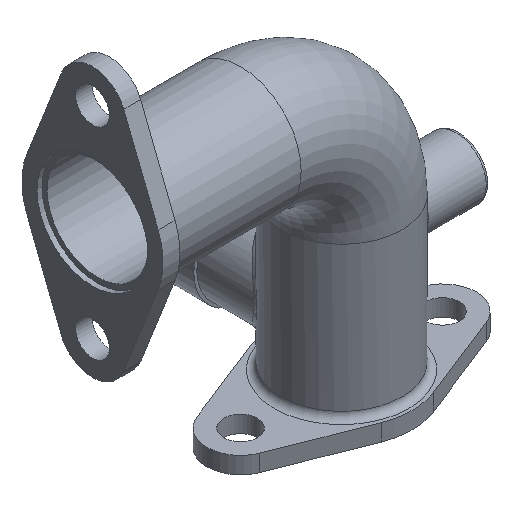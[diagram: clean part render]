
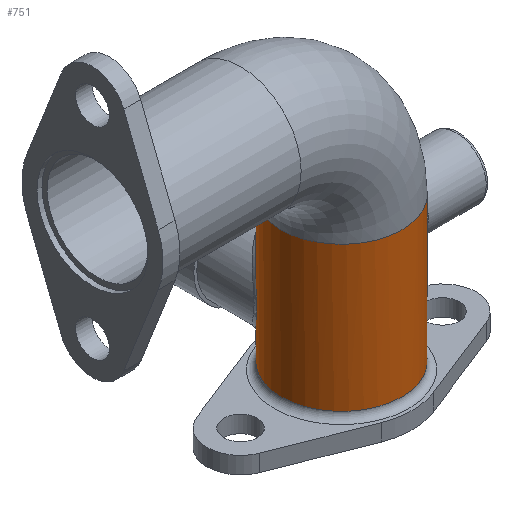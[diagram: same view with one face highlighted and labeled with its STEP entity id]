
A CAD part, isometric view. The second image highlights one B-rep face of the part: STEP entity #751.
In plain terms, the highlighted cylindrical face has radius 36 mm (diameter 72 mm), a full revolution.
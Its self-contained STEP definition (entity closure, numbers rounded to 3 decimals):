
#119=B_SPLINE_CURVE_WITH_KNOTS('',3,(#1353,#1354,#1355,#1356,#1357,#1358,
#1359,#1360,#1361),.UNSPECIFIED.,.F.,.F.,(4,1,1,1,1,1,4),(-17.98,
-17.338,-16.696,-15.411,-14.555,
-13.699,-13.485),.UNSPECIFIED.);
#120=B_SPLINE_CURVE_WITH_KNOTS('',3,(#1362,#1363,#1364,#1365,#1366,#1367,
#1368,#1369,#1370,#1371,#1372,#1373,#1374,#1375,#1376,#1377,#1378,#1379,
#1380,#1381,#1382,#1383,#1384,#1385),.UNSPECIFIED.,.F.,.F.,(4,1,1,1,1,1,
1,1,1,1,1,1,1,1,1,1,1,1,3,4),(-31.465,-30.823,-29.966,
-29.11,-28.254,-27.398,-26.97,
-26.542,-25.685,-24.829,-23.973,
-23.117,-22.475,-21.833,-21.191,
-20.548,-19.264,-18.622,-17.98,
-17.98),.UNSPECIFIED.);
#121=B_SPLINE_CURVE_WITH_KNOTS('',3,(#1390,#1391,#1392,#1393,#1394,#1395,
#1396,#1397),.UNSPECIFIED.,.F.,.F.,(4,1,1,1,1,4),(-13.091,-12.578,
-12.407,-11.723,-11.267,-11.07),
 .UNSPECIFIED.);
#122=B_SPLINE_CURVE_WITH_KNOTS('',3,(#1400,#1401,#1402,#1403,#1404,#1405,
#1406,#1407,#1408,#1409,#1410,#1411,#1412,#1413,#1414,#1415,#1416,#1417),
 .UNSPECIFIED.,.F.,.F.,(4,1,1,1,1,1,1,1,1,1,1,1,1,1,1,4),(-11.07,
-10.811,-10.355,-9.671,-8.987,
-8.873,-8.759,-8.531,-8.075,
-7.619,-6.707,-6.251,-5.567,
-4.883,-4.198,-3.514),.UNSPECIFIED.);
#127=CYLINDRICAL_SURFACE('',#808,36.);
#154=FACE_BOUND('',#251,.T.);
#202=FACE_OUTER_BOUND('',#250,.T.);
#250=EDGE_LOOP('',(#567,#568,#569));
#251=EDGE_LOOP('',(#570,#571,#572));
#340=CIRCLE('',#809,36.);
#341=CIRCLE('',#810,36.);
#393=VERTEX_POINT('',#1320);
#395=VERTEX_POINT('',#1352);
#396=VERTEX_POINT('',#1388);
#397=VERTEX_POINT('',#1389);
#398=VERTEX_POINT('',#1398);
#468=EDGE_CURVE('',#393,#395,#119,.T.);
#469=EDGE_CURVE('',#395,#393,#120,.T.);
#470=EDGE_CURVE('',#395,#395,#340,.T.);
#471=EDGE_CURVE('',#396,#397,#121,.T.);
#472=EDGE_CURVE('',#396,#398,#341,.T.);
#473=EDGE_CURVE('',#397,#398,#122,.T.);
#567=ORIENTED_EDGE('',*,*,#470,.F.);
#568=ORIENTED_EDGE('',*,*,#468,.F.);
#569=ORIENTED_EDGE('',*,*,#469,.F.);
#570=ORIENTED_EDGE('',*,*,#471,.F.);
#571=ORIENTED_EDGE('',*,*,#472,.T.);
#572=ORIENTED_EDGE('',*,*,#473,.F.);
#751=ADVANCED_FACE('',(#202,#154),#127,.T.);
#808=AXIS2_PLACEMENT_3D('',#1386,#916,#917);
#809=AXIS2_PLACEMENT_3D('',#1387,#918,#919);
#810=AXIS2_PLACEMENT_3D('',#1399,#920,#921);
#916=DIRECTION('center_axis',(0.,0.,1.));
#917=DIRECTION('ref_axis',(-1.,0.,0.));
#918=DIRECTION('center_axis',(0.,0.,-1.));
#919=DIRECTION('ref_axis',(-1.,0.,0.));
#920=DIRECTION('center_axis',(0.,0.,-1.));
#921=DIRECTION('ref_axis',(-1.,0.,0.));
#1320=CARTESIAN_POINT('',(28.8,21.6,46.));
#1352=CARTESIAN_POINT('',(0.,36.,14.));
#1353=CARTESIAN_POINT('Ctrl Pts',(28.801,21.598,46.));
#1354=CARTESIAN_POINT('Ctrl Pts',(28.801,21.598,43.468));
#1355=CARTESIAN_POINT('Ctrl Pts',(28.241,22.369,38.404));
#1356=CARTESIAN_POINT('Ctrl Pts',(25.293,25.855,29.544));
#1357=CARTESIAN_POINT('Ctrl Pts',(19.772,30.591,21.788));
#1358=CARTESIAN_POINT('Ctrl Pts',(11.224,34.563,15.985));
#1359=CARTESIAN_POINT('Ctrl Pts',(4.566,35.885,14.162));
#1360=CARTESIAN_POINT('Ctrl Pts',(0.762,36.001,14.));
#1361=CARTESIAN_POINT('Ctrl Pts',(0.,36.,
14.002));
#1362=CARTESIAN_POINT('Ctrl Pts',(0.,36.,
14.002));
#1363=CARTESIAN_POINT('Ctrl Pts',(-2.282,35.997,14.005));
#1364=CARTESIAN_POINT('Ctrl Pts',(-7.615,35.485,14.712));
#1365=CARTESIAN_POINT('Ctrl Pts',(-15.109,33.006,18.209));
#1366=CARTESIAN_POINT('Ctrl Pts',(-21.546,29.114,24.134));
#1367=CARTESIAN_POINT('Ctrl Pts',(-26.17,24.92,31.622));
#1368=CARTESIAN_POINT('Ctrl Pts',(-28.428,22.105,39.23));
#1369=CARTESIAN_POINT('Ctrl Pts',(-28.925,21.43,46.001));
#1370=CARTESIAN_POINT('Ctrl Pts',(-28.427,22.107,52.77));
#1371=CARTESIAN_POINT('Ctrl Pts',(-26.17,24.919,60.379));
#1372=CARTESIAN_POINT('Ctrl Pts',(-21.546,29.114,67.864));
#1373=CARTESIAN_POINT('Ctrl Pts',(-15.11,33.007,73.792));
#1374=CARTESIAN_POINT('Ctrl Pts',(-7.614,35.483,77.283));
#1375=CARTESIAN_POINT('Ctrl Pts',(0.001,36.222,
78.308));
#1376=CARTESIAN_POINT('Ctrl Pts',(6.846,35.558,77.386));
#1377=CARTESIAN_POINT('Ctrl Pts',(13.095,33.724,74.808));
#1378=CARTESIAN_POINT('Ctrl Pts',(20.194,30.232,69.616));
#1379=CARTESIAN_POINT('Ctrl Pts',(25.293,25.853,62.457));
#1380=CARTESIAN_POINT('Ctrl Pts',(28.241,22.369,53.595));
#1381=CARTESIAN_POINT('Ctrl Pts',(28.801,21.598,48.532));
#1382=CARTESIAN_POINT('Ctrl Pts',(28.801,21.598,46.));
#1383=CARTESIAN_POINT('Ctrl Pts',(28.801,21.598,46.));
#1384=CARTESIAN_POINT('Ctrl Pts',(28.801,21.598,46.));
#1385=CARTESIAN_POINT('Ctrl Pts',(28.801,21.598,46.));
#1386=CARTESIAN_POINT('Origin',(0.,0.,0.));
#1387=CARTESIAN_POINT('Origin',(0.,0.,14.));
#1388=CARTESIAN_POINT('',(35.042,-8.249,100.));
#1389=CARTESIAN_POINT('',(30.066,-19.8,80.));
#1390=CARTESIAN_POINT('Ctrl Pts',(35.042,-8.249,100.));
#1391=CARTESIAN_POINT('Ctrl Pts',(34.631,-9.995,99.111));
#1392=CARTESIAN_POINT('Ctrl Pts',(33.94,-12.137,97.564));
#1393=CARTESIAN_POINT('Ctrl Pts',(32.443,-15.759,93.697));
#1394=CARTESIAN_POINT('Ctrl Pts',(30.978,-18.404,89.12));
#1395=CARTESIAN_POINT('Ctrl Pts',(30.157,-19.659,83.614));
#1396=CARTESIAN_POINT('Ctrl Pts',(30.066,-19.8,80.837));
#1397=CARTESIAN_POINT('Ctrl Pts',(30.067,-19.8,80.));
#1398=CARTESIAN_POINT('',(35.042,8.249,100.));
#1399=CARTESIAN_POINT('Origin',(0.,0.,100.));
#1400=CARTESIAN_POINT('Ctrl Pts',(30.067,-19.8,80.));
#1401=CARTESIAN_POINT('Ctrl Pts',(30.067,-19.799,78.896));
#1402=CARTESIAN_POINT('Ctrl Pts',(30.201,-19.595,75.852));
#1403=CARTESIAN_POINT('Ctrl Pts',(31.163,-18.099,70.166));
#1404=CARTESIAN_POINT('Ctrl Pts',(33.242,-14.238,63.958));
#1405=CARTESIAN_POINT('Ctrl Pts',(34.795,-9.619,60.517));
#1406=CARTESIAN_POINT('Ctrl Pts',(35.433,-6.403,59.166));
#1407=CARTESIAN_POINT('Ctrl Pts',(35.702,-4.753,58.606));
#1408=CARTESIAN_POINT('Ctrl Pts',(36.031,-1.765,57.937));
#1409=CARTESIAN_POINT('Ctrl Pts',(36.03,2.647,57.936));
#1410=CARTESIAN_POINT('Ctrl Pts',(35.032,9.399,59.978));
#1411=CARTESIAN_POINT('Ctrl Pts',(32.927,14.863,64.651));
#1412=CARTESIAN_POINT('Ctrl Pts',(30.762,18.779,71.889));
#1413=CARTESIAN_POINT('Ctrl Pts',(29.696,20.335,79.584));
#1414=CARTESIAN_POINT('Ctrl Pts',(30.712,18.868,88.339));
#1415=CARTESIAN_POINT('Ctrl Pts',(33.023,14.724,95.478));
#1416=CARTESIAN_POINT('Ctrl Pts',(34.494,10.577,98.815));
#1417=CARTESIAN_POINT('Ctrl Pts',(35.042,8.249,100.));
